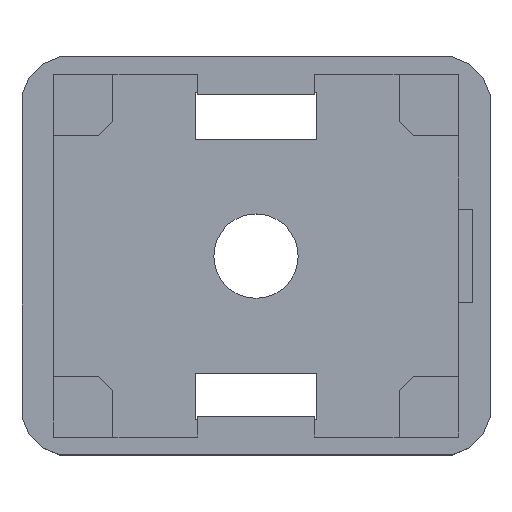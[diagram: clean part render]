
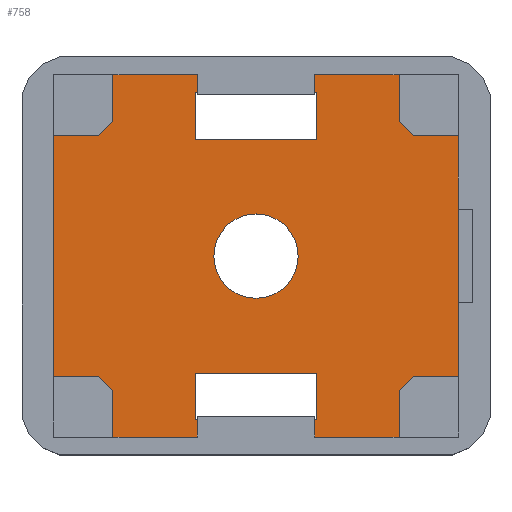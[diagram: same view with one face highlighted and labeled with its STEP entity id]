
A CAD part, top view. The second image highlights one B-rep face of the part: STEP entity #758.
In plain terms, the highlighted planar face has unit normal (0, 0, 1).
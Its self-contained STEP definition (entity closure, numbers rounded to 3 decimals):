
#565=AXIS2_PLACEMENT_3D('Plane Axis2P3D',#562,#563,#564) ;
#674=AXIS2_PLACEMENT_3D('Circle Axis2P3D',#672,#673,$) ;
#683=AXIS2_PLACEMENT_3D('Circle Axis2P3D',#681,#682,$) ;
#117=CARTESIAN_POINT('Vertex',(16.15,0.759,1.)) ;
#120=CARTESIAN_POINT('Line Origine',(10.,0.759,1.)) ;
#124=CARTESIAN_POINT('Vertex',(3.85,0.759,1.)) ;
#466=CARTESIAN_POINT('Vertex',(1.35,3.35,1.)) ;
#469=CARTESIAN_POINT('Line Origine',(1.35,8.5,1.)) ;
#473=CARTESIAN_POINT('Vertex',(1.35,13.65,1.)) ;
#543=CARTESIAN_POINT('Line Origine',(3.85,1.75,1.)) ;
#547=CARTESIAN_POINT('Vertex',(3.85,2.741,1.)) ;
#562=CARTESIAN_POINT('Axis2P3D Location',(10.,8.5,1.)) ;
#567=CARTESIAN_POINT('Line Origine',(17.681,13.65,1.)) ;
#571=CARTESIAN_POINT('Vertex',(16.712,13.65,1.)) ;
#573=CARTESIAN_POINT('Vertex',(18.65,13.65,1.)) ;
#576=CARTESIAN_POINT('Line Origine',(16.431,13.955,1.)) ;
#580=CARTESIAN_POINT('Vertex',(16.15,14.259,1.)) ;
#583=CARTESIAN_POINT('Line Origine',(16.15,15.25,1.)) ;
#587=CARTESIAN_POINT('Vertex',(16.15,16.241,1.)) ;
#590=CARTESIAN_POINT('Line Origine',(10.,16.241,1.)) ;
#594=CARTESIAN_POINT('Vertex',(3.85,16.241,1.)) ;
#597=CARTESIAN_POINT('Line Origine',(3.85,15.25,1.)) ;
#601=CARTESIAN_POINT('Vertex',(3.85,14.259,1.)) ;
#604=CARTESIAN_POINT('Line Origine',(3.569,13.955,1.)) ;
#608=CARTESIAN_POINT('Vertex',(3.288,13.65,1.)) ;
#611=CARTESIAN_POINT('Line Origine',(2.319,13.65,1.)) ;
#616=CARTESIAN_POINT('Line Origine',(2.319,3.35,1.)) ;
#620=CARTESIAN_POINT('Vertex',(3.288,3.35,1.)) ;
#623=CARTESIAN_POINT('Line Origine',(3.569,3.045,1.)) ;
#628=CARTESIAN_POINT('Line Origine',(16.15,1.75,1.)) ;
#632=CARTESIAN_POINT('Vertex',(16.15,2.741,1.)) ;
#635=CARTESIAN_POINT('Line Origine',(16.431,3.045,1.)) ;
#639=CARTESIAN_POINT('Vertex',(16.712,3.35,1.)) ;
#642=CARTESIAN_POINT('Line Origine',(17.681,3.35,1.)) ;
#646=CARTESIAN_POINT('Vertex',(18.65,3.35,1.)) ;
#649=CARTESIAN_POINT('Line Origine',(18.65,8.5,1.)) ;
#672=CARTESIAN_POINT('Axis2P3D Location',(10.,8.5,1.)) ;
#676=CARTESIAN_POINT('Vertex',(8.2,8.5,1.)) ;
#678=CARTESIAN_POINT('Vertex',(11.8,8.5,1.)) ;
#681=CARTESIAN_POINT('Axis2P3D Location',(10.,8.5,1.)) ;
#690=CARTESIAN_POINT('Line Origine',(10.,1.5,1.)) ;
#694=CARTESIAN_POINT('Vertex',(7.4,1.5,1.)) ;
#696=CARTESIAN_POINT('Vertex',(12.6,1.5,1.)) ;
#699=CARTESIAN_POINT('Line Origine',(7.4,2.5,1.)) ;
#703=CARTESIAN_POINT('Vertex',(7.4,3.5,1.)) ;
#706=CARTESIAN_POINT('Line Origine',(10.,3.5,1.)) ;
#710=CARTESIAN_POINT('Vertex',(12.6,3.5,1.)) ;
#713=CARTESIAN_POINT('Line Origine',(12.6,2.5,1.)) ;
#724=CARTESIAN_POINT('Line Origine',(10.,13.5,1.)) ;
#728=CARTESIAN_POINT('Vertex',(12.6,13.5,1.)) ;
#730=CARTESIAN_POINT('Vertex',(7.4,13.5,1.)) ;
#733=CARTESIAN_POINT('Line Origine',(7.4,14.5,1.)) ;
#737=CARTESIAN_POINT('Vertex',(7.4,15.5,1.)) ;
#740=CARTESIAN_POINT('Line Origine',(10.,15.5,1.)) ;
#744=CARTESIAN_POINT('Vertex',(12.6,15.5,1.)) ;
#747=CARTESIAN_POINT('Line Origine',(12.6,14.5,1.)) ;
#121=DIRECTION('Vector Direction',(-1.,0.,0.)) ;
#470=DIRECTION('Vector Direction',(0.,-1.,0.)) ;
#544=DIRECTION('Vector Direction',(0.,-1.,0.)) ;
#563=DIRECTION('Axis2P3D Direction',(0.,0.,1.)) ;
#564=DIRECTION('Axis2P3D XDirection',(-1.,0.,0.)) ;
#568=DIRECTION('Vector Direction',(1.,0.,0.)) ;
#577=DIRECTION('Vector Direction',(-0.678,0.735,0.)) ;
#584=DIRECTION('Vector Direction',(0.,1.,0.)) ;
#591=DIRECTION('Vector Direction',(1.,0.,0.)) ;
#598=DIRECTION('Vector Direction',(0.,1.,0.)) ;
#605=DIRECTION('Vector Direction',(0.678,0.735,0.)) ;
#612=DIRECTION('Vector Direction',(-1.,0.,0.)) ;
#617=DIRECTION('Vector Direction',(-1.,0.,0.)) ;
#624=DIRECTION('Vector Direction',(0.678,-0.735,0.)) ;
#629=DIRECTION('Vector Direction',(0.,-1.,0.)) ;
#636=DIRECTION('Vector Direction',(-0.678,-0.735,0.)) ;
#643=DIRECTION('Vector Direction',(1.,0.,0.)) ;
#650=DIRECTION('Vector Direction',(0.,1.,0.)) ;
#673=DIRECTION('Axis2P3D Direction',(0.,0.,1.)) ;
#682=DIRECTION('Axis2P3D Direction',(0.,0.,1.)) ;
#691=DIRECTION('Vector Direction',(1.,0.,0.)) ;
#700=DIRECTION('Vector Direction',(0.,1.,0.)) ;
#707=DIRECTION('Vector Direction',(-1.,0.,0.)) ;
#714=DIRECTION('Vector Direction',(0.,-1.,0.)) ;
#725=DIRECTION('Vector Direction',(-1.,0.,0.)) ;
#734=DIRECTION('Vector Direction',(0.,1.,0.)) ;
#741=DIRECTION('Vector Direction',(-1.,0.,0.)) ;
#748=DIRECTION('Vector Direction',(0.,-1.,0.)) ;
#122=VECTOR('Line Direction',#121,1.) ;
#471=VECTOR('Line Direction',#470,1.) ;
#545=VECTOR('Line Direction',#544,1.) ;
#569=VECTOR('Line Direction',#568,1.) ;
#578=VECTOR('Line Direction',#577,1.) ;
#585=VECTOR('Line Direction',#584,1.) ;
#592=VECTOR('Line Direction',#591,1.) ;
#599=VECTOR('Line Direction',#598,1.) ;
#606=VECTOR('Line Direction',#605,1.) ;
#613=VECTOR('Line Direction',#612,1.) ;
#618=VECTOR('Line Direction',#617,1.) ;
#625=VECTOR('Line Direction',#624,1.) ;
#630=VECTOR('Line Direction',#629,1.) ;
#637=VECTOR('Line Direction',#636,1.) ;
#644=VECTOR('Line Direction',#643,1.) ;
#651=VECTOR('Line Direction',#650,1.) ;
#692=VECTOR('Line Direction',#691,1.) ;
#701=VECTOR('Line Direction',#700,1.) ;
#708=VECTOR('Line Direction',#707,1.) ;
#715=VECTOR('Line Direction',#714,1.) ;
#726=VECTOR('Line Direction',#725,1.) ;
#735=VECTOR('Line Direction',#734,1.) ;
#742=VECTOR('Line Direction',#741,1.) ;
#749=VECTOR('Line Direction',#748,1.) ;
#655=ORIENTED_EDGE('',*,*,#575,.F.) ;
#656=ORIENTED_EDGE('',*,*,#582,.F.) ;
#657=ORIENTED_EDGE('',*,*,#589,.F.) ;
#658=ORIENTED_EDGE('',*,*,#596,.T.) ;
#659=ORIENTED_EDGE('',*,*,#603,.F.) ;
#660=ORIENTED_EDGE('',*,*,#610,.F.) ;
#661=ORIENTED_EDGE('',*,*,#615,.F.) ;
#662=ORIENTED_EDGE('',*,*,#475,.T.) ;
#663=ORIENTED_EDGE('',*,*,#622,.F.) ;
#664=ORIENTED_EDGE('',*,*,#627,.F.) ;
#665=ORIENTED_EDGE('',*,*,#549,.F.) ;
#666=ORIENTED_EDGE('',*,*,#126,.T.) ;
#667=ORIENTED_EDGE('',*,*,#634,.F.) ;
#668=ORIENTED_EDGE('',*,*,#641,.F.) ;
#669=ORIENTED_EDGE('',*,*,#648,.F.) ;
#670=ORIENTED_EDGE('',*,*,#653,.T.) ;
#687=ORIENTED_EDGE('',*,*,#680,.F.) ;
#688=ORIENTED_EDGE('',*,*,#685,.F.) ;
#719=ORIENTED_EDGE('',*,*,#698,.F.) ;
#720=ORIENTED_EDGE('',*,*,#705,.T.) ;
#721=ORIENTED_EDGE('',*,*,#712,.F.) ;
#722=ORIENTED_EDGE('',*,*,#717,.T.) ;
#753=ORIENTED_EDGE('',*,*,#732,.T.) ;
#754=ORIENTED_EDGE('',*,*,#739,.T.) ;
#755=ORIENTED_EDGE('',*,*,#746,.F.) ;
#756=ORIENTED_EDGE('',*,*,#751,.T.) ;
#689=FACE_BOUND('',#686,.T.) ;
#723=FACE_BOUND('',#718,.T.) ;
#757=FACE_BOUND('',#752,.T.) ;
#758=ADVANCED_FACE('S3D - gedreht',(#671,#689,#723,#757),#566,.T.) ;
#675=CIRCLE('generated circle',#674,1.8) ;
#684=CIRCLE('generated circle',#683,1.8) ;
#126=EDGE_CURVE('',#125,#118,#123,.F.) ;
#475=EDGE_CURVE('',#474,#467,#472,.T.) ;
#549=EDGE_CURVE('',#125,#548,#546,.F.) ;
#575=EDGE_CURVE('',#572,#574,#570,.T.) ;
#582=EDGE_CURVE('',#581,#572,#579,.F.) ;
#589=EDGE_CURVE('',#588,#581,#586,.F.) ;
#596=EDGE_CURVE('',#588,#595,#593,.F.) ;
#603=EDGE_CURVE('',#602,#595,#600,.T.) ;
#610=EDGE_CURVE('',#609,#602,#607,.T.) ;
#615=EDGE_CURVE('',#474,#609,#614,.F.) ;
#622=EDGE_CURVE('',#621,#467,#619,.T.) ;
#627=EDGE_CURVE('',#548,#621,#626,.F.) ;
#634=EDGE_CURVE('',#633,#118,#631,.T.) ;
#641=EDGE_CURVE('',#640,#633,#638,.T.) ;
#648=EDGE_CURVE('',#647,#640,#645,.F.) ;
#653=EDGE_CURVE('',#647,#574,#652,.T.) ;
#680=EDGE_CURVE('',#677,#679,#675,.T.) ;
#685=EDGE_CURVE('',#679,#677,#684,.T.) ;
#698=EDGE_CURVE('',#695,#697,#693,.T.) ;
#705=EDGE_CURVE('',#695,#704,#702,.T.) ;
#712=EDGE_CURVE('',#711,#704,#709,.T.) ;
#717=EDGE_CURVE('',#711,#697,#716,.T.) ;
#732=EDGE_CURVE('',#729,#731,#727,.T.) ;
#739=EDGE_CURVE('',#731,#738,#736,.T.) ;
#746=EDGE_CURVE('',#745,#738,#743,.T.) ;
#751=EDGE_CURVE('',#745,#729,#750,.T.) ;
#654=EDGE_LOOP('',(#655,#656,#657,#658,#659,#660,#661,#662,#663,#664,#665,#666,#667,#668,#669,#670)) ;
#686=EDGE_LOOP('',(#687,#688)) ;
#718=EDGE_LOOP('',(#719,#720,#721,#722)) ;
#752=EDGE_LOOP('',(#753,#754,#755,#756)) ;
#671=FACE_OUTER_BOUND('',#654,.T.) ;
#123=LINE('Line',#120,#122) ;
#472=LINE('Line',#469,#471) ;
#546=LINE('Line',#543,#545) ;
#570=LINE('Line',#567,#569) ;
#579=LINE('Line',#576,#578) ;
#586=LINE('Line',#583,#585) ;
#593=LINE('Line',#590,#592) ;
#600=LINE('Line',#597,#599) ;
#607=LINE('Line',#604,#606) ;
#614=LINE('Line',#611,#613) ;
#619=LINE('Line',#616,#618) ;
#626=LINE('Line',#623,#625) ;
#631=LINE('Line',#628,#630) ;
#638=LINE('Line',#635,#637) ;
#645=LINE('Line',#642,#644) ;
#652=LINE('Line',#649,#651) ;
#693=LINE('Line',#690,#692) ;
#702=LINE('Line',#699,#701) ;
#709=LINE('Line',#706,#708) ;
#716=LINE('Line',#713,#715) ;
#727=LINE('Line',#724,#726) ;
#736=LINE('Line',#733,#735) ;
#743=LINE('Line',#740,#742) ;
#750=LINE('Line',#747,#749) ;
#566=PLANE('',#565) ;
#118=VERTEX_POINT('',#117) ;
#125=VERTEX_POINT('',#124) ;
#467=VERTEX_POINT('',#466) ;
#474=VERTEX_POINT('',#473) ;
#548=VERTEX_POINT('',#547) ;
#572=VERTEX_POINT('',#571) ;
#574=VERTEX_POINT('',#573) ;
#581=VERTEX_POINT('',#580) ;
#588=VERTEX_POINT('',#587) ;
#595=VERTEX_POINT('',#594) ;
#602=VERTEX_POINT('',#601) ;
#609=VERTEX_POINT('',#608) ;
#621=VERTEX_POINT('',#620) ;
#633=VERTEX_POINT('',#632) ;
#640=VERTEX_POINT('',#639) ;
#647=VERTEX_POINT('',#646) ;
#677=VERTEX_POINT('',#676) ;
#679=VERTEX_POINT('',#678) ;
#695=VERTEX_POINT('',#694) ;
#697=VERTEX_POINT('',#696) ;
#704=VERTEX_POINT('',#703) ;
#711=VERTEX_POINT('',#710) ;
#729=VERTEX_POINT('',#728) ;
#731=VERTEX_POINT('',#730) ;
#738=VERTEX_POINT('',#737) ;
#745=VERTEX_POINT('',#744) ;
